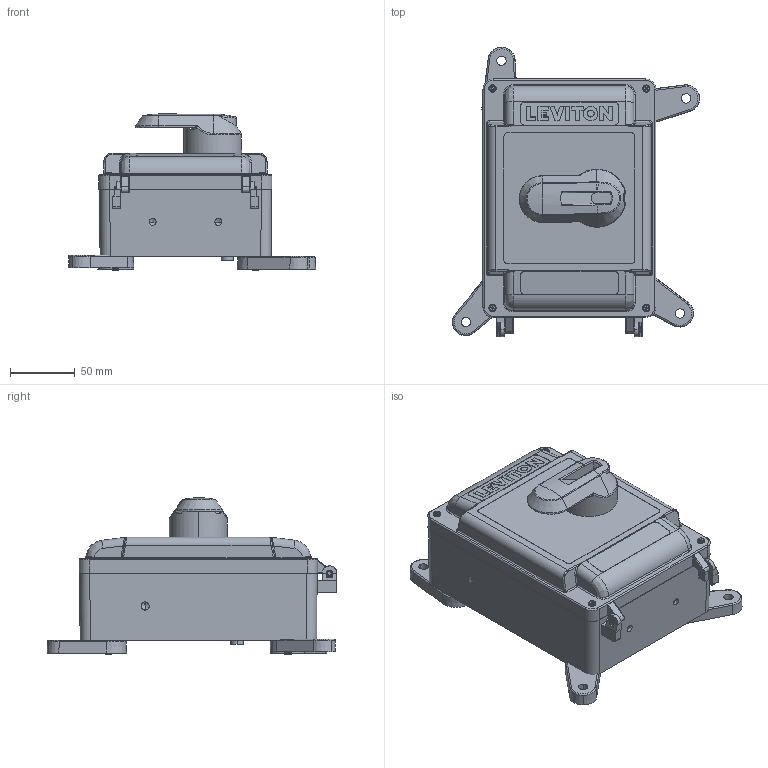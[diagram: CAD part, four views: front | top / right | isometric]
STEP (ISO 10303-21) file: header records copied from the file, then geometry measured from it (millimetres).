
FILE_DESCRIPTION (( 'STEP AP214' ), '1' );
FILE_NAME ('ORC4704-M01.STEP', '2024-05-10T13:40:55', ( '' ), ( '' ), 'SwSTEP 2.0', 'SolidWorks 2020', '' );
FILE_SCHEMA (( 'AUTOMOTIVE_DESIGN' ));
Length unit declared in the file: inch
Products named in the file (1): ORC4704-M01
Bounding box: 191.63 x 224.5 x 121.24 mm (x, y, z)
Surface area: 146555.8 mm2 (no closed solid volume)
Topology: 0 solids, 21 shells, 966 faces, 3737 edges, 2672 vertices
Faces by surface type: plane 483, bspline 165, cylinder 134, cone 131, torus 50, sphere 3
Entity records: 70866 total; most frequent: CARTESIAN_POINT 29779, ORIENTED_EDGE 5924, DIRECTION 5053, EDGE_CURVE 3713, VERTEX_POINT 2672, LINE 1953, VECTOR 1953, AXIS2_PLACEMENT_3D 1550
